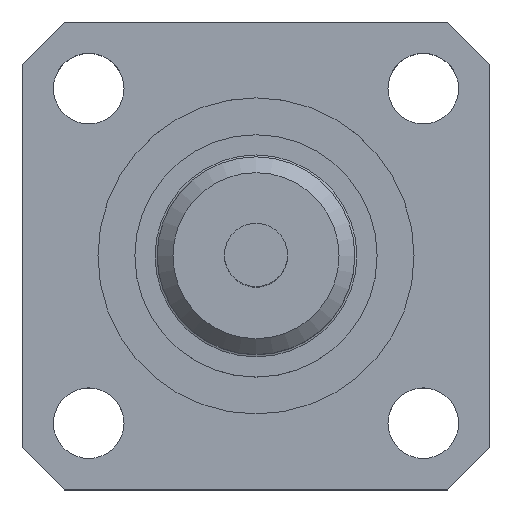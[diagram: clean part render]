
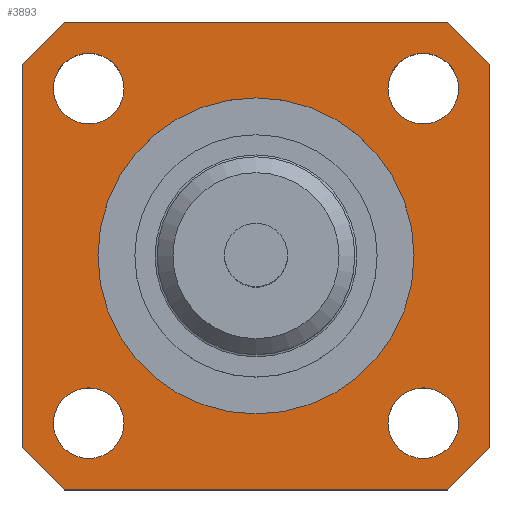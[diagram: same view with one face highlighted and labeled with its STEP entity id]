
A CAD part, top view. The second image highlights one B-rep face of the part: STEP entity #3893.
In plain terms, the highlighted planar face has unit normal (0, 0, 1).
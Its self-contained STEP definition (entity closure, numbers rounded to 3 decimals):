
#78=CIRCLE($,#4065,15.);
#79=CIRCLE($,#4066,3.35);
#80=CIRCLE($,#4067,3.35);
#81=CIRCLE($,#4068,3.35);
#82=CIRCLE($,#4069,3.35);
#248=FACE_BOUND($,#725,.T.);
#249=FACE_BOUND($,#726,.T.);
#250=FACE_BOUND($,#727,.T.);
#251=FACE_BOUND($,#728,.T.);
#252=FACE_BOUND($,#729,.T.);
#468=FACE_OUTER_BOUND($,#724,.T.);
#724=EDGE_LOOP($,(#3362,#3363,#3364,#3365,#3366,#3367,#3368,#3369));
#725=EDGE_LOOP($,(#3370));
#726=EDGE_LOOP($,(#3371));
#727=EDGE_LOOP($,(#3372));
#728=EDGE_LOOP($,(#3373));
#729=EDGE_LOOP($,(#3374));
#1111=LINE($,#7093,#1392);
#1117=LINE($,#7104,#1398);
#1124=LINE($,#7130,#1405);
#1127=LINE($,#7135,#1408);
#1129=LINE($,#7139,#1410);
#1130=LINE($,#7141,#1411);
#1131=LINE($,#7142,#1412);
#1132=LINE($,#7143,#1413);
#1392=VECTOR($,#4608,5.657);
#1398=VECTOR($,#4616,36.4);
#1405=VECTOR($,#4637,5.657);
#1408=VECTOR($,#4642,36.4);
#1410=VECTOR($,#4646,5.657);
#1411=VECTOR($,#4647,36.4);
#1412=VECTOR($,#4648,5.657);
#1413=VECTOR($,#4649,36.4);
#1885=VERTEX_POINT($,#7091);
#1886=VERTEX_POINT($,#7092);
#1890=VERTEX_POINT($,#7102);
#1901=VERTEX_POINT($,#7128);
#1902=VERTEX_POINT($,#7129);
#1903=VERTEX_POINT($,#7134);
#1904=VERTEX_POINT($,#7138);
#1905=VERTEX_POINT($,#7140);
#1906=VERTEX_POINT($,#7144);
#1907=VERTEX_POINT($,#7146);
#1908=VERTEX_POINT($,#7148);
#1909=VERTEX_POINT($,#7150);
#1910=VERTEX_POINT($,#7152);
#2397=EDGE_CURVE($,#1885,#1886,#1111,.T.);
#2403=EDGE_CURVE($,#1890,#1885,#1117,.T.);
#2415=EDGE_CURVE($,#1901,#1902,#1124,.T.);
#2418=EDGE_CURVE($,#1902,#1903,#1127,.T.);
#2420=EDGE_CURVE($,#1904,#1890,#1129,.T.);
#2421=EDGE_CURVE($,#1905,#1904,#1130,.T.);
#2422=EDGE_CURVE($,#1903,#1905,#1131,.T.);
#2423=EDGE_CURVE($,#1886,#1901,#1132,.T.);
#2424=EDGE_CURVE($,#1906,#1906,#78,.T.);
#2425=EDGE_CURVE($,#1907,#1907,#79,.T.);
#2426=EDGE_CURVE($,#1908,#1908,#80,.T.);
#2427=EDGE_CURVE($,#1909,#1909,#81,.T.);
#2428=EDGE_CURVE($,#1910,#1910,#82,.T.);
#3362=ORIENTED_EDGE($,*,*,#2397,.F.);
#3363=ORIENTED_EDGE($,*,*,#2403,.F.);
#3364=ORIENTED_EDGE($,*,*,#2420,.F.);
#3365=ORIENTED_EDGE($,*,*,#2421,.F.);
#3366=ORIENTED_EDGE($,*,*,#2422,.F.);
#3367=ORIENTED_EDGE($,*,*,#2418,.F.);
#3368=ORIENTED_EDGE($,*,*,#2415,.F.);
#3369=ORIENTED_EDGE($,*,*,#2423,.F.);
#3370=ORIENTED_EDGE($,*,*,#2424,.T.);
#3371=ORIENTED_EDGE($,*,*,#2425,.T.);
#3372=ORIENTED_EDGE($,*,*,#2426,.T.);
#3373=ORIENTED_EDGE($,*,*,#2427,.T.);
#3374=ORIENTED_EDGE($,*,*,#2428,.T.);
#3630=PLANE($,#4064);
#3893=ADVANCED_FACE($,(#468,#248,#249,#250,#251,#252),#3630,.T.);
#4064=AXIS2_PLACEMENT_3D($,#7137,#4644,#4645);
#4065=AXIS2_PLACEMENT_3D($,#7145,#4650,#4651);
#4066=AXIS2_PLACEMENT_3D($,#7147,#4652,#4653);
#4067=AXIS2_PLACEMENT_3D($,#7149,#4654,#4655);
#4068=AXIS2_PLACEMENT_3D($,#7151,#4656,#4657);
#4069=AXIS2_PLACEMENT_3D($,#7153,#4658,#4659);
#4608=DIRECTION($,(0.707,0.707,0.));
#4616=DIRECTION($,(0.,1.,0.));
#4637=DIRECTION($,(0.707,-0.707,0.));
#4642=DIRECTION($,(0.,-1.,0.));
#4644=DIRECTION('center_axis',(0.,0.,
1.));
#4645=DIRECTION('ref_axis',(1.,0.,0.));
#4646=DIRECTION($,(-0.707,0.707,0.));
#4647=DIRECTION($,(-1.,0.,0.));
#4648=DIRECTION($,(-0.707,-0.707,0.));
#4649=DIRECTION($,(1.,0.,0.));
#4650=DIRECTION('center_axis',(0.,0.,
-1.));
#4651=DIRECTION('ref_axis',(-1.,0.,0.));
#4652=DIRECTION('center_axis',(0.,0.,
-1.));
#4653=DIRECTION('ref_axis',(-1.,0.,0.));
#4654=DIRECTION('center_axis',(0.,0.,
-1.));
#4655=DIRECTION('ref_axis',(0.,-1.,0.));
#4656=DIRECTION('center_axis',(0.,0.,
-1.));
#4657=DIRECTION('ref_axis',(1.,0.,0.));
#4658=DIRECTION('center_axis',(0.,0.,
-1.));
#4659=DIRECTION('ref_axis',(0.,1.,0.));
#7091=CARTESIAN_POINT('',(-22.2,18.2,28.5));
#7092=CARTESIAN_POINT('',(-18.2,22.2,28.5));
#7093=CARTESIAN_POINT($,(-20.2,20.2,28.5));
#7102=CARTESIAN_POINT('',(-22.2,-18.2,28.5));
#7104=CARTESIAN_POINT($,(-22.2,-22.2,28.5));
#7128=CARTESIAN_POINT('',(18.2,22.2,28.5));
#7129=CARTESIAN_POINT('',(22.2,18.2,28.5));
#7130=CARTESIAN_POINT($,(20.2,20.2,28.5));
#7134=CARTESIAN_POINT('',(22.2,-18.2,28.5));
#7135=CARTESIAN_POINT($,(22.2,22.2,28.5));
#7137=CARTESIAN_POINT('Origin',(0.,0.,28.5));
#7138=CARTESIAN_POINT('',(-18.2,-22.2,28.5));
#7139=CARTESIAN_POINT($,(-20.2,-20.2,28.5));
#7140=CARTESIAN_POINT('',(18.2,-22.2,28.5));
#7141=CARTESIAN_POINT($,(22.2,-22.2,28.5));
#7142=CARTESIAN_POINT($,(20.2,-20.2,28.5));
#7143=CARTESIAN_POINT($,(-22.2,22.2,28.5));
#7144=CARTESIAN_POINT('',(15.,0.,28.5));
#7145=CARTESIAN_POINT('Origin',(0.,0.,
28.5));
#7146=CARTESIAN_POINT('',(-12.525,15.875,28.5));
#7147=CARTESIAN_POINT('Origin',(-15.875,15.875,28.5));
#7148=CARTESIAN_POINT('',(-15.875,-12.525,28.5));
#7149=CARTESIAN_POINT('Origin',(-15.875,-15.875,28.5));
#7150=CARTESIAN_POINT('',(12.525,-15.875,28.5));
#7151=CARTESIAN_POINT('Origin',(15.875,-15.875,28.5));
#7152=CARTESIAN_POINT('',(15.875,12.525,28.5));
#7153=CARTESIAN_POINT('Origin',(15.875,15.875,28.5));
